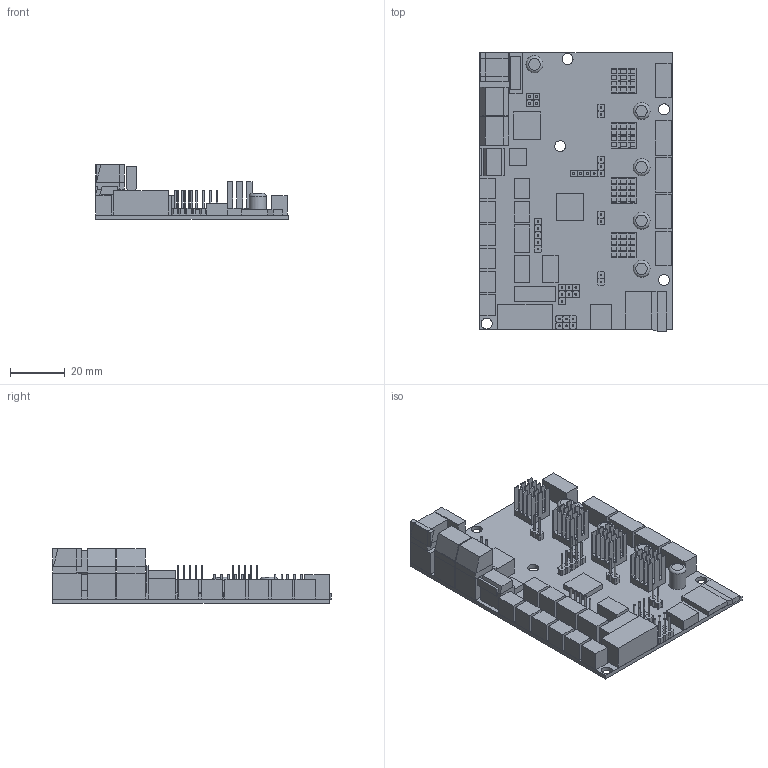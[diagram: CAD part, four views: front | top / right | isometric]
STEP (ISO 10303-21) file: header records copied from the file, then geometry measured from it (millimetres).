
FILE_DESCRIPTION(('FreeCAD Model'),'2;1');
FILE_NAME('Open CASCADE Shape Model','2021-04-07T17:03:22',('Author'),( ''),'Open CASCADE STEP processor 7.4','FreeCAD','Unknown');
FILE_SCHEMA(('AUTOMOTIVE_DESIGN { 1 0 10303 214 1 1 1 1 }'));
Length unit declared in the file: millimetre
Products named in the file (56): SKR_Mini_E3_v2_0_Dummy; X_Stepper_Connector; Y_Stepper_Connector; ZA_Stepper_Connector; ZB_Stepper_Connector; E_Stepper_Connector; Capacitor; Capacitor001; Capacitor002; Capacitor003; Capacitor004; Board; X_Stepper_Driver; Y_Stepper_Driver; Z_Stepper_Driver; E_Stepper_Driver; Tall_Terminal; Tall_Terminal001; Tall_Terminal002; Short_Terminal; Fan0_Terminal; X-Stop; Y-Stop; Z-Stop; THB; TH0; Fan1_Terminal; PS-ON; PWR-DET; E0-STOP; Neopixel; Z-Probe; EXP1; Mini-USB_Port; CPU; Q3; Q1; Exploded_Slice002; Exploded_Slice003; Z_Stepper_Driver_Heatsink001 ...
Assembly tree (57 placements, depth 3):
  SKR_Mini_E3_v2_0_Dummy
    X_Stepper_Connector
    Y_Stepper_Connector
    ZA_Stepper_Connector
    ZB_Stepper_Connector
    E_Stepper_Connector
    Capacitor
    Capacitor001
    Capacitor002
    Capacitor003
    Capacitor004
    Board
    X_Stepper_Driver
    Y_Stepper_Driver
    Z_Stepper_Driver
    E_Stepper_Driver
    Tall_Terminal
    Tall_Terminal001
    Tall_Terminal002
    Short_Terminal
    Fan0_Terminal
    X-Stop
    Y-Stop
    Z-Stop
    THB
    TH0
    Fan1_Terminal
    PS-ON
    PWR-DET
    E0-STOP
    Neopixel
    Z-Probe
    EXP1
    Mini-USB_Port
    CPU
    Q3
    Q1
    Exploded_Slice002
      Tall_Terminal
    Exploded_Slice003
      Short_Terminal
    Z_Stepper_Driver_Heatsink001
    Y_Stepper_Driver_Heatsink002
    X_Stepper_Driver_Heatsink003
    Slice002.1
    Slice003.0
    E_Stepper_Driver_Heatsink
    SPI1
    E0-DIAG
    Z-DIAG
    Y-DIAG
    X-DIAG
    SWD
    TFT
    GND-VOUT
    VIN
    Fuse
    Micro-SD_Card_Reader
Bounding box: 70.25 x 101.5 x 20 mm (x, y, z)
Volume: 33894.3 mm3; surface area: 35274.8 mm2
Topology: 55 solids, 55 shells, 1095 faces, 2373 edges, 1448 vertices
Faces by surface type: plane 904, cylinder 185, torus 5, bspline 1
Full cylindrical faces by diameter (mm): 0.65 x35, 4 x5, 6.2 x5
Entity records: 60248 total; most frequent: CARTESIAN_POINT 10385, DIRECTION 9373, LINE 5997, VECTOR 5997, ORIENTED_EDGE 4620, PCURVE 4620, DEFINITIONAL_REPRESENTATION 4620, EDGE_CURVE 2310
